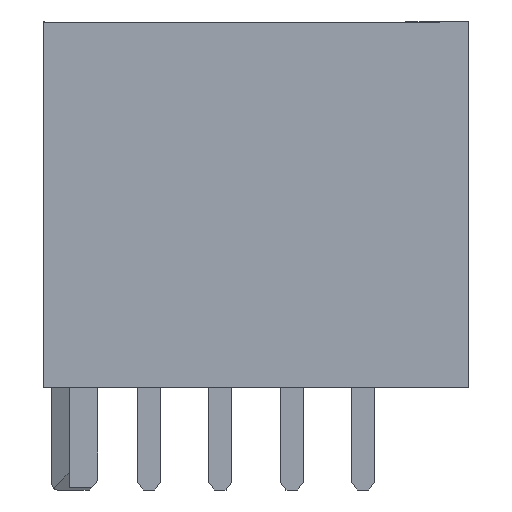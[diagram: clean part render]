
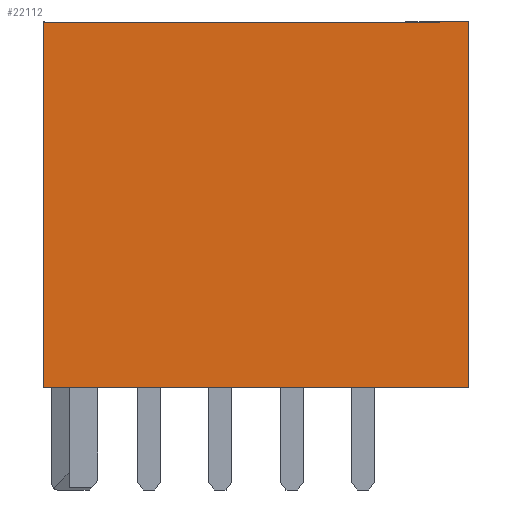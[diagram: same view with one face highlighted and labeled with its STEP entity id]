
A CAD part, left-side view. The second image highlights one B-rep face of the part: STEP entity #22112.
In plain terms, the highlighted planar face has unit normal (-1, 0, 0).
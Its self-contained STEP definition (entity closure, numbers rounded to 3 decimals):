
#2952=ORIENTED_EDGE('',*,*,#6661,.F.);
#2953=ORIENTED_EDGE('',*,*,#6818,.F.);
#2954=ORIENTED_EDGE('',*,*,#6670,.F.);
#2955=ORIENTED_EDGE('',*,*,#6653,.F.);
#6653=EDGE_CURVE('',#8683,#8684,#10530,.T.);
#6661=EDGE_CURVE('',#8689,#8683,#10538,.T.);
#6670=EDGE_CURVE('',#8684,#8694,#10547,.T.);
#6818=EDGE_CURVE('',#8694,#8689,#10695,.T.);
#8683=VERTEX_POINT('',#30813);
#8684=VERTEX_POINT('',#30815);
#8689=VERTEX_POINT('',#30829);
#8694=VERTEX_POINT('',#30850);
#10530=LINE('',#30814,#12807);
#10538=LINE('',#30830,#12815);
#10547=LINE('',#30849,#12824);
#10695=LINE('',#31119,#12972);
#12807=VECTOR('',#25880,1000.);
#12815=VECTOR('',#25892,1000.);
#12824=VECTOR('',#25913,1000.);
#12972=VECTOR('',#26203,1000.);
#14035=EDGE_LOOP('',(#2952,#2953,#2954,#2955));
#14896=FACE_BOUND('',#14035,.T.);
#15696=PLANE('',#23019);
#22112=ADVANCED_FACE('',(#14896),#15696,.F.);
#23019=AXIS2_PLACEMENT_3D('',#31118,#26201,#26202);
#25880=DIRECTION('',(0.,1.,0.));
#25892=DIRECTION('',(0.,0.,-1.));
#25913=DIRECTION('',(0.,0.,1.));
#26201=DIRECTION('',(1.,0.,0.));
#26202=DIRECTION('',(0.,0.,1.));
#26203=DIRECTION('',(0.,-1.,0.));
#30813=CARTESIAN_POINT('',(-18.5,-7.45,-6.4));
#30814=CARTESIAN_POINT('',(-18.5,-7.45,-6.4));
#30815=CARTESIAN_POINT('',(-18.5,7.45,-6.4));
#30829=CARTESIAN_POINT('',(-18.5,-7.45,6.4));
#30830=CARTESIAN_POINT('',(-18.5,-7.45,6.4));
#30849=CARTESIAN_POINT('',(-18.5,7.45,-6.4));
#30850=CARTESIAN_POINT('',(-18.5,7.45,6.4));
#31118=CARTESIAN_POINT('',(-18.5,0.,0.));
#31119=CARTESIAN_POINT('',(-18.5,7.45,6.4));
